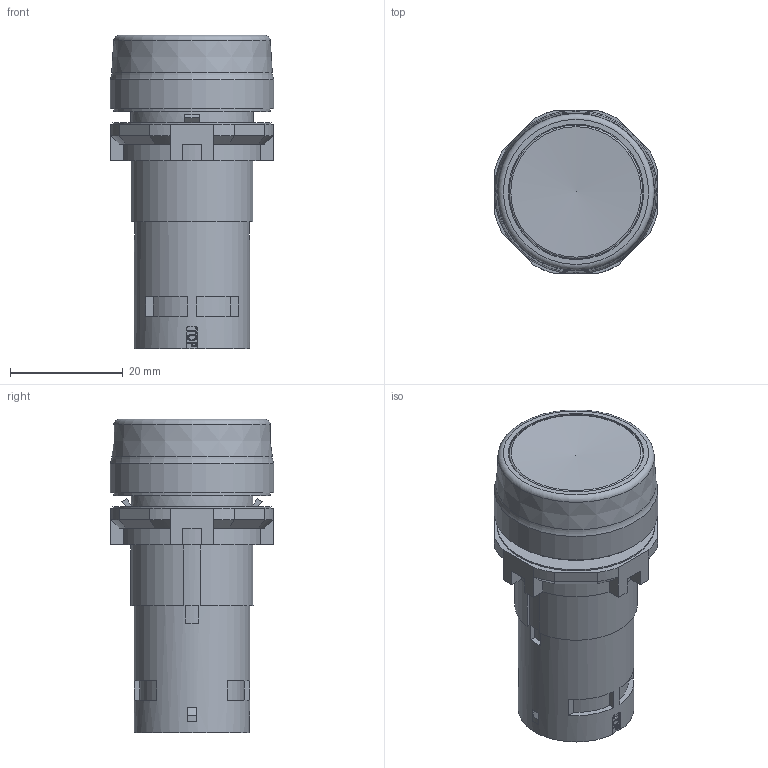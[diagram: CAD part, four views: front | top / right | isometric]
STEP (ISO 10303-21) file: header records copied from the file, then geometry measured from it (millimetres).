
FILE_DESCRIPTION(/* description */ (''),/* implementation_level */ '2;1');
FILE_NAME(/* name */ '3d_C2B-M1E11x.stp',/* time_stamp */ '2024-10-11T09:05:45+02:00',/* author */ (''),/* organization */ (''),/* preprocessor_version */ 'ST-DEVELOPER v16.7',/* originating_system */ 'SIEMENS PLM Software NX 12.0',/* authorisation */ '');
FILE_SCHEMA (('AUTOMOTIVE_DESIGN { 1 0 10303 214 3 1 1 1 }'));
Length unit declared in the file: millimetre
Products named in the file (1): Rugg7BF49BF56gkl
Bounding box: 29 x 29 x 55.5 mm (x, y, z)
Volume: 24130.7 mm3; surface area: 6553.2 mm2
Topology: 1 solids, 1 shells, 390 faces, 1027 edges, 679 vertices
Faces by surface type: plane 234, cylinder 90, extrusion 51, cone 11, torus 3, sphere 1
Full cylindrical faces by diameter (mm): 20.5 x1, 21.72 x1, 24 x1, 27.8 x1, 28 x1, 29 x1
Entity records: 15168 total; most frequent: CARTESIAN_POINT 2881, ORIENTED_EDGE 2018, DIRECTION 1829, EDGE_CURVE 1009, VECTOR 711, VERTEX_POINT 672, LINE 660, AXIS2_PLACEMENT_3D 559
